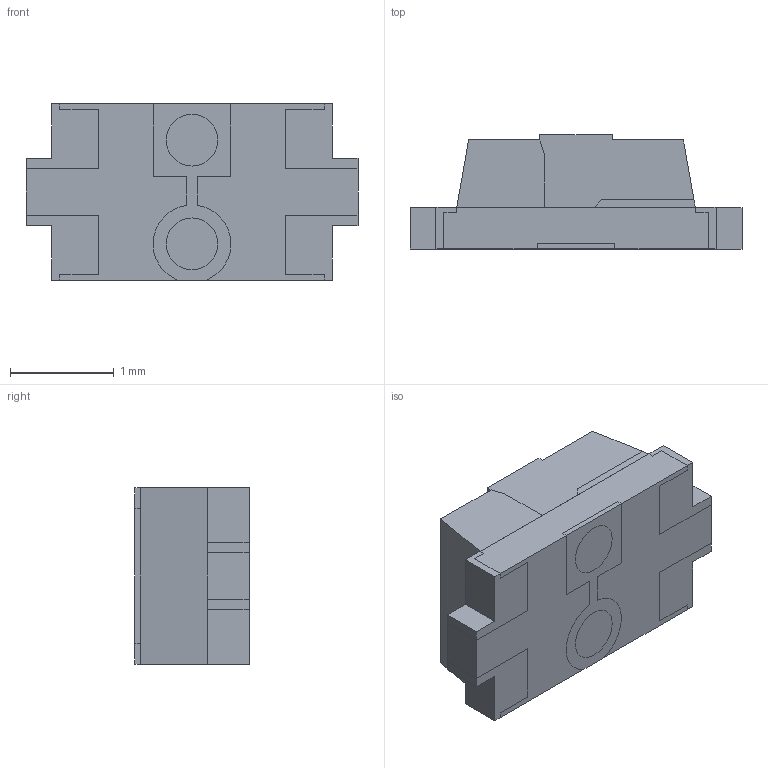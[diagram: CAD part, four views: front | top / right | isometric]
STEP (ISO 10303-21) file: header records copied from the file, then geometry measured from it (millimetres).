
FILE_DESCRIPTION (( 'STEP AP214' ), '1' );
FILE_NAME ('GP2S60.STEP', '2022-05-11T15:43:29', ( '' ), ( '' ), 'SwSTEP 2.0', 'SolidWorks 2017', '' );
FILE_SCHEMA (( 'AUTOMOTIVE_DESIGN' ));
Length unit declared in the file: millimetre
Products named in the file (1): GP2S60
Bounding box: 3.2 x 1.1 x 1.7 mm (x, y, z)
Volume: 4.4 mm3; surface area: 45.5 mm2
Topology: 10 solids, 10 shells, 174 faces, 458 edges, 304 vertices
Faces by surface type: plane 162, cylinder 12
Entity records: 5401 total; most frequent: CARTESIAN_POINT 937, ORIENTED_EDGE 916, DIRECTION 832, EDGE_CURVE 458, VECTOR 434, LINE 434, VERTEX_POINT 304, AXIS2_PLACEMENT_3D 199
